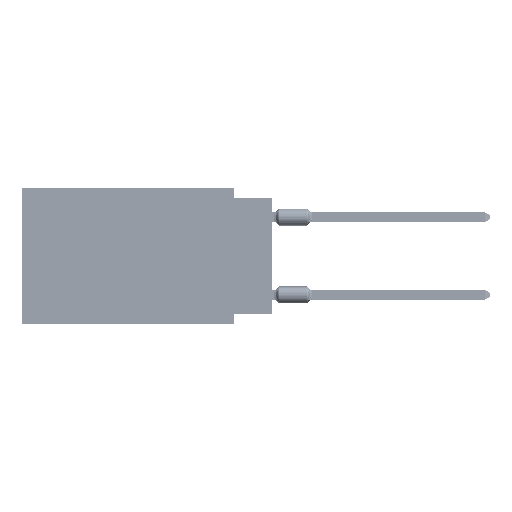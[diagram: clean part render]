
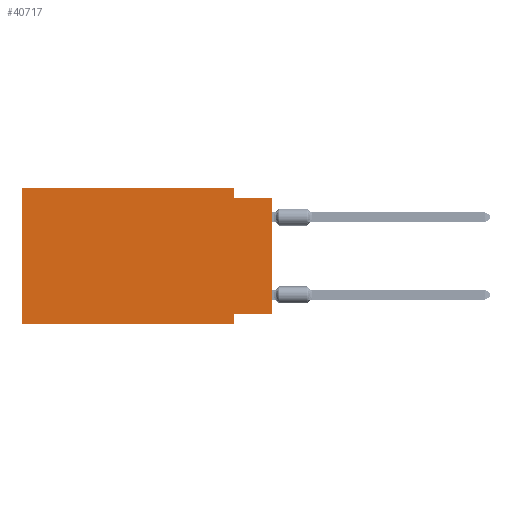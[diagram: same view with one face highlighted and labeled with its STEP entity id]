
A CAD part, left-side view. The second image highlights one B-rep face of the part: STEP entity #40717.
In plain terms, the highlighted planar face has unit normal (-1, 0, 0).
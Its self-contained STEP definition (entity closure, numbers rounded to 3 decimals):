
#107 = CARTESIAN_POINT ( 'NONE',  ( 0., 2.54, -8.255 ) ) ;
#385 = LINE ( 'NONE', #31299, #21938 ) ;
#1148 = CARTESIAN_POINT ( 'NONE',  ( 0., 0., -8.255 ) ) ;
#3731 = EDGE_CURVE ( 'NONE', #31415, #40975, #69158, .T. ) ;
#7416 = CARTESIAN_POINT ( 'NONE',  ( 0., 2.54, -0.635 ) ) ;
#8497 = DIRECTION ( 'NONE',  ( 0., 1., 0. ) ) ;
#9615 = ORIENTED_EDGE ( 'NONE', *, *, #90012, .F. ) ;
#11687 = CARTESIAN_POINT ( 'NONE',  ( 0., 2.54, -8.89 ) ) ;
#13026 = CARTESIAN_POINT ( 'NONE',  ( 0., 0., 0. ) ) ;
#13068 = DIRECTION ( 'NONE',  ( 0., 0., -1. ) ) ;
#15259 = LINE ( 'NONE', #45154, #24205 ) ;
#15370 = CARTESIAN_POINT ( 'NONE',  ( 0., 16.383, -8.89 ) ) ;
#20180 = PLANE ( 'NONE',  #89853 ) ;
#21938 = VECTOR ( 'NONE', #8497, 1000. ) ;
#23242 = CARTESIAN_POINT ( 'NONE',  ( 0., 16.383, 0. ) ) ;
#23354 = CARTESIAN_POINT ( 'NONE',  ( 0., 16.383, -8.89 ) ) ;
#24205 = VECTOR ( 'NONE', #29455, 1000. ) ;
#24961 = EDGE_CURVE ( 'NONE', #91911, #69633, #46141, .T. ) ;
#26089 = CARTESIAN_POINT ( 'NONE',  ( 0., 0., -0.635 ) ) ;
#27659 = ORIENTED_EDGE ( 'NONE', *, *, #47236, .F. ) ;
#28598 = CARTESIAN_POINT ( 'NONE',  ( 0., 16.383, 0. ) ) ;
#28848 = LINE ( 'NONE', #23242, #48032 ) ;
#28914 = ORIENTED_EDGE ( 'NONE', *, *, #85547, .F. ) ;
#29455 = DIRECTION ( 'NONE',  ( 0., 0., -1. ) ) ;
#29934 = VERTEX_POINT ( 'NONE', #7416 ) ;
#31299 = CARTESIAN_POINT ( 'NONE',  ( 0., 0., -8.255 ) ) ;
#31415 = VERTEX_POINT ( 'NONE', #28598 ) ;
#36773 = CARTESIAN_POINT ( 'NONE',  ( 0., 16.383, 0. ) ) ;
#39481 = CARTESIAN_POINT ( 'NONE',  ( 0., 0., -0.635 ) ) ;
#40717 = ADVANCED_FACE ( 'NONE', ( #44441 ), #20180, .F. ) ;
#40975 = VERTEX_POINT ( 'NONE', #72723 ) ;
#43401 = ORIENTED_EDGE ( 'NONE', *, *, #3731, .F. ) ;
#44441 = FACE_OUTER_BOUND ( 'NONE', #74582, .T. ) ;
#44900 = LINE ( 'NONE', #13026, #96687 ) ;
#45105 = CARTESIAN_POINT ( 'NONE',  ( 0., 2.54, 0. ) ) ;
#45154 = CARTESIAN_POINT ( 'NONE',  ( 0., 2.54, -8.89 ) ) ;
#46141 = LINE ( 'NONE', #23354, #56767 ) ;
#47236 = EDGE_CURVE ( 'NONE', #85340, #69633, #15259, .T. ) ;
#48032 = VECTOR ( 'NONE', #76431, 1000. ) ;
#56767 = VECTOR ( 'NONE', #61345, 1000. ) ;
#59777 = ORIENTED_EDGE ( 'NONE', *, *, #67617, .F. ) ;
#61345 = DIRECTION ( 'NONE',  ( 0., -1., 0. ) ) ;
#61554 = DIRECTION ( 'NONE',  ( 0., -1., 0. ) ) ;
#64805 = VERTEX_POINT ( 'NONE', #1148 ) ;
#66685 = DIRECTION ( 'NONE',  ( 0., 0., 1. ) ) ;
#67396 = LINE ( 'NONE', #45105, #87281 ) ;
#67617 = EDGE_CURVE ( 'NONE', #29934, #91565, #80002, .T. ) ;
#69158 = LINE ( 'NONE', #36773, #89294 ) ;
#69633 = VERTEX_POINT ( 'NONE', #11687 ) ;
#71384 = DIRECTION ( 'NONE',  ( 0., -1., 0. ) ) ;
#72723 = CARTESIAN_POINT ( 'NONE',  ( 0., 2.54, 0. ) ) ;
#74122 = ORIENTED_EDGE ( 'NONE', *, *, #96077, .F. ) ;
#74582 = EDGE_LOOP ( 'NONE', ( #87046, #59777, #28914, #43401, #9615, #78848, #27659, #74122 ) ) ;
#76431 = DIRECTION ( 'NONE',  ( 0., 0., 1. ) ) ;
#78848 = ORIENTED_EDGE ( 'NONE', *, *, #24961, .T. ) ;
#80002 = LINE ( 'NONE', #39481, #83670 ) ;
#82933 = CARTESIAN_POINT ( 'NONE',  ( 0., 16.383, 0. ) ) ;
#83588 = DIRECTION ( 'NONE',  ( 0., 0., -1. ) ) ;
#83670 = VECTOR ( 'NONE', #71384, 1000. ) ;
#85340 = VERTEX_POINT ( 'NONE', #107 ) ;
#85547 = EDGE_CURVE ( 'NONE', #40975, #29934, #67396, .T. ) ;
#87046 = ORIENTED_EDGE ( 'NONE', *, *, #91157, .T. ) ;
#87281 = VECTOR ( 'NONE', #83588, 1000. ) ;
#89294 = VECTOR ( 'NONE', #61554, 1000. ) ;
#89853 = AXIS2_PLACEMENT_3D ( 'NONE', #82933, #99106, #13068 ) ;
#90012 = EDGE_CURVE ( 'NONE', #91911, #31415, #28848, .T. ) ;
#91157 = EDGE_CURVE ( 'NONE', #64805, #91565, #44900, .T. ) ;
#91565 = VERTEX_POINT ( 'NONE', #26089 ) ;
#91911 = VERTEX_POINT ( 'NONE', #15370 ) ;
#96077 = EDGE_CURVE ( 'NONE', #64805, #85340, #385, .T. ) ;
#96687 = VECTOR ( 'NONE', #66685, 1000. ) ;
#99106 = DIRECTION ( 'NONE',  ( 1., 0., 0. ) ) ;
